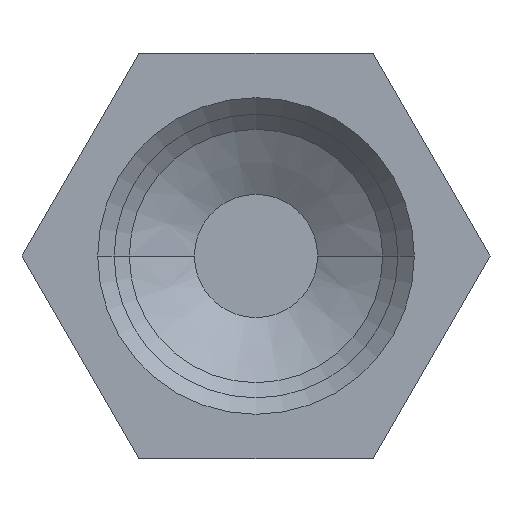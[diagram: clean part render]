
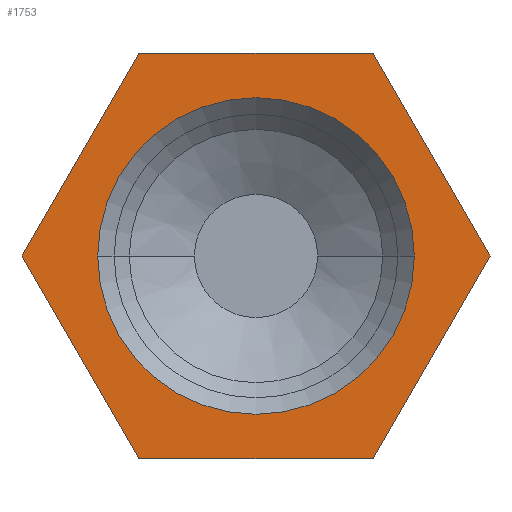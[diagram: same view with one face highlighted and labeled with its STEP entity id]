
A CAD part, left-side view. The second image highlights one B-rep face of the part: STEP entity #1753.
In plain terms, the highlighted planar face has unit normal (-1, 0, 0).
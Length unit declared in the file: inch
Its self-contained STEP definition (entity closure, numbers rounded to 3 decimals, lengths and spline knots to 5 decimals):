
#496=DIRECTION('',(0.,1.,0.));
#497=VECTOR('',#496,0.36084);
#498=CARTESIAN_POINT('',(-24.,-0.18042,-0.3125));
#499=LINE('',#498,#497);
#503=DIRECTION('',(0.,0.5,0.866));
#504=VECTOR('',#503,0.36084);
#505=CARTESIAN_POINT('',(-24.,0.18042,-0.3125));
#506=LINE('',#505,#504);
#510=DIRECTION('',(0.,-0.5,0.866));
#511=VECTOR('',#510,0.36084);
#512=CARTESIAN_POINT('',(-24.,0.36084,0.));
#513=LINE('',#512,#511);
#517=DIRECTION('',(0.,-1.,0.));
#518=VECTOR('',#517,0.36084);
#519=CARTESIAN_POINT('',(-24.,0.18042,0.3125));
#520=LINE('',#519,#518);
#524=DIRECTION('',(0.,-0.5,-0.866));
#525=VECTOR('',#524,0.36084);
#526=CARTESIAN_POINT('',(-24.,-0.18042,0.3125));
#527=LINE('',#526,#525);
#531=DIRECTION('',(0.,0.5,-0.866));
#532=VECTOR('',#531,0.36084);
#533=CARTESIAN_POINT('',(-24.,-0.36084,0.));
#534=LINE('',#533,#532);
#538=CARTESIAN_POINT('',(-24.,0.,0.));
#539=DIRECTION('',(-1.,0.,0.));
#540=DIRECTION('',(0.,1.,0.));
#541=AXIS2_PLACEMENT_3D('',#538,#539,#540);
#546=CARTESIAN_POINT('',(-24.,0.,0.));
#547=DIRECTION('',(-1.,0.,0.));
#548=DIRECTION('',(0.,-1.,0.));
#549=AXIS2_PLACEMENT_3D('',#546,#547,#548);
#1324=CARTESIAN_POINT('',(-24.,-0.18042,0.3125));
#1326=VERTEX_POINT('',#1324);
#1328=CARTESIAN_POINT('',(-24.,-0.36084,0.));
#1330=VERTEX_POINT('',#1328);
#1332=CARTESIAN_POINT('',(-24.,-0.18042,-0.3125));
#1334=VERTEX_POINT('',#1332);
#1336=CARTESIAN_POINT('',(-24.,0.18042,-0.3125));
#1338=VERTEX_POINT('',#1336);
#1340=CARTESIAN_POINT('',(-24.,0.36084,0.));
#1342=VERTEX_POINT('',#1340);
#1344=CARTESIAN_POINT('',(-24.,0.18042,0.3125));
#1346=VERTEX_POINT('',#1344);
#1384=CARTESIAN_POINT('',(-24.,0.24413,0.));
#1385=CARTESIAN_POINT('',(-24.,-0.24413,0.));
#1386=VERTEX_POINT('',#1384);
#1387=VERTEX_POINT('',#1385);
#1729=CARTESIAN_POINT('',(-24.,0.,0.));
#1730=DIRECTION('',(1.,0.,0.));
#1731=DIRECTION('',(0.,-1.,0.));
#1732=AXIS2_PLACEMENT_3D('',#1729,#1730,#1731);
#1733=PLANE('',#1732);
#1735=ORIENTED_EDGE('',*,*,#1734,.T.);
#1737=ORIENTED_EDGE('',*,*,#1736,.T.);
#1739=ORIENTED_EDGE('',*,*,#1738,.T.);
#1741=ORIENTED_EDGE('',*,*,#1740,.T.);
#1743=ORIENTED_EDGE('',*,*,#1742,.T.);
#1745=ORIENTED_EDGE('',*,*,#1744,.T.);
#1746=EDGE_LOOP('',(#1735,#1737,#1739,#1741,#1743,#1745));
#1747=FACE_OUTER_BOUND('',#1746,.F.);
#1748=ORIENTED_EDGE('',*,*,#1719,.T.);
#1750=ORIENTED_EDGE('',*,*,#1749,.T.);
#1751=EDGE_LOOP('',(#1748,#1750));
#1752=FACE_BOUND('',#1751,.F.);
#1753=ADVANCED_FACE('',(#1747,#1752),#1733,.F.);
#542=CIRCLE('',#541,0.24413);
#550=CIRCLE('',#549,0.24413);
#1719=EDGE_CURVE('',#1386,#1387,#542,.T.);
#1734=EDGE_CURVE('',#1334,#1338,#499,.T.);
#1736=EDGE_CURVE('',#1338,#1342,#506,.T.);
#1738=EDGE_CURVE('',#1342,#1346,#513,.T.);
#1740=EDGE_CURVE('',#1346,#1326,#520,.T.);
#1742=EDGE_CURVE('',#1326,#1330,#527,.T.);
#1744=EDGE_CURVE('',#1330,#1334,#534,.T.);
#1749=EDGE_CURVE('',#1387,#1386,#550,.T.);
